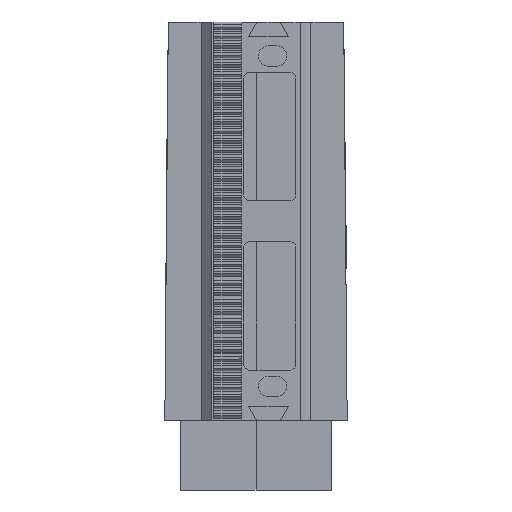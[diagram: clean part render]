
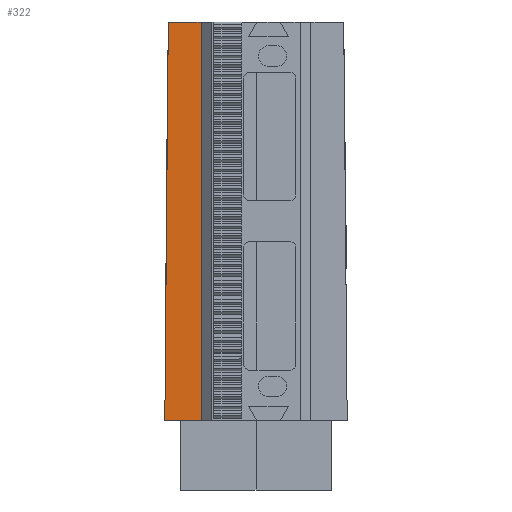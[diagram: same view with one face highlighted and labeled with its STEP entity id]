
A CAD part, front view. The second image highlights one B-rep face of the part: STEP entity #322.
In plain terms, the highlighted planar face has unit normal (0, -1, 0).
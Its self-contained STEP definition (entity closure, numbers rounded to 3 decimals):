
#322=ADVANCED_FACE('',(#627),#5373,.T.);
#627=FACE_OUTER_BOUND('',#940,.T.);
#940=EDGE_LOOP('',(#2666,#2667,#2668,#2669));
#2666=ORIENTED_EDGE('',*,*,#3586,.F.);
#2667=ORIENTED_EDGE('',*,*,#3593,.T.);
#2668=ORIENTED_EDGE('',*,*,#3326,.F.);
#2669=ORIENTED_EDGE('',*,*,#3594,.F.);
#3326=EDGE_CURVE('',#4533,#4897,#4216,.T.);
#3586=EDGE_CURVE('',#5068,#4532,#4474,.T.);
#3593=EDGE_CURVE('',#5068,#4897,#4481,.T.);
#3594=EDGE_CURVE('',#4532,#4533,#4482,.T.);
#4216=B_SPLINE_CURVE_WITH_KNOTS('',3,(#17321,#17322,#17323,#17324),
 .UNSPECIFIED.,.F.,.F.,(4,4),(0.,200.),.UNSPECIFIED.);
#4474=B_SPLINE_CURVE_WITH_KNOTS('',3,(#18660,#18661,#18662,#18663,#18664,
#18665),.UNSPECIFIED.,.F.,.F.,(4,2,4),(0.,100.066,200.133),
 .UNSPECIFIED.);
#4481=B_SPLINE_CURVE_WITH_KNOTS('',3,(#19861,#19862,#19863,#19864,#19865,
#19866,#19867),.UNSPECIFIED.,.F.,.F.,(4,3,4),(0.,1.734,20.774),
 .UNSPECIFIED.);
#4482=B_SPLINE_CURVE_WITH_KNOTS('',3,(#19868,#19869,#19870,#19871),
 .UNSPECIFIED.,.F.,.F.,(4,4),(-19.039,0.),.UNSPECIFIED.);
#4532=VERTEX_POINT('',#14152);
#4533=VERTEX_POINT('',#14153);
#4897=VERTEX_POINT('',#14517);
#5068=VERTEX_POINT('',#14688);
#5373=PLANE('',#5755);
#5755=AXIS2_PLACEMENT_3D('',#14057,#6056,$);
#6056=DIRECTION('',(0.,-1.,0.));
#14057=CARTESIAN_POINT('',(-47.811,-40.678,254.964));
#14152=CARTESIAN_POINT('',(-43.986,-40.678,234.952));
#14153=CARTESIAN_POINT('',(-24.948,-40.678,234.952));
#14517=CARTESIAN_POINT('',(-24.948,-40.678,34.951));
#14688=CARTESIAN_POINT('',(-45.721,-40.678,34.951));
#17321=CARTESIAN_POINT('',(-24.948,-40.678,234.952));
#17322=CARTESIAN_POINT('',(-24.948,-40.678,168.285));
#17323=CARTESIAN_POINT('',(-24.948,-40.678,101.618));
#17324=CARTESIAN_POINT('',(-24.948,-40.678,34.951));
#18660=CARTESIAN_POINT('',(-45.721,-40.678,34.951));
#18661=CARTESIAN_POINT('',(-45.346,-40.678,68.283));
#18662=CARTESIAN_POINT('',(-44.965,-40.678,101.617));
#18663=CARTESIAN_POINT('',(-44.338,-40.678,168.282));
#18664=CARTESIAN_POINT('',(-44.092,-40.678,201.617));
#18665=CARTESIAN_POINT('',(-43.986,-40.678,234.952));
#19861=CARTESIAN_POINT('',(-45.721,-40.678,34.951));
#19862=CARTESIAN_POINT('',(-45.143,-40.678,34.951));
#19863=CARTESIAN_POINT('',(-44.565,-40.678,34.952));
#19864=CARTESIAN_POINT('',(-43.987,-40.678,34.952));
#19865=CARTESIAN_POINT('',(-37.641,-40.678,34.952));
#19866=CARTESIAN_POINT('',(-31.294,-40.678,34.952));
#19867=CARTESIAN_POINT('',(-24.948,-40.678,34.951));
#19868=CARTESIAN_POINT('',(-43.986,-40.678,234.952));
#19869=CARTESIAN_POINT('',(-37.64,-40.678,234.952));
#19870=CARTESIAN_POINT('',(-31.294,-40.678,234.952));
#19871=CARTESIAN_POINT('',(-24.948,-40.678,234.952));
